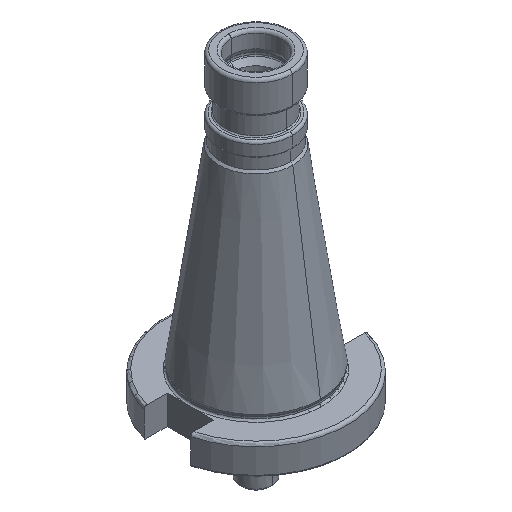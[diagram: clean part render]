
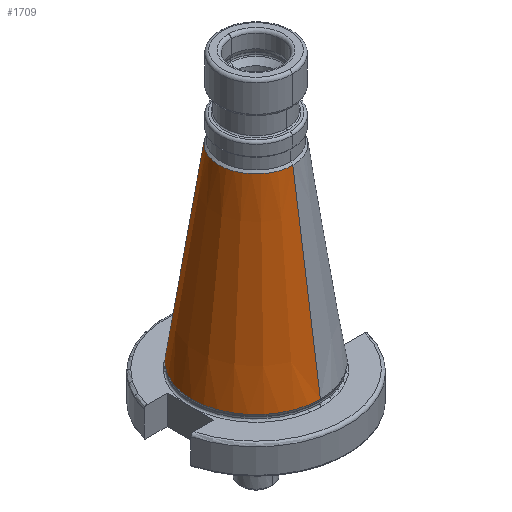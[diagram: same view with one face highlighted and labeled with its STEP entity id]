
A CAD part, isometric view. The second image highlights one B-rep face of the part: STEP entity #1709.
In plain terms, the highlighted conical face has half-angle 8.297 degrees and reference radius 17.427 mm.
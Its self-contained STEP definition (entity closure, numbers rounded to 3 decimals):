
#410=CARTESIAN_POINT('',(0,0,77));
#411=DIRECTION('',(0,0,1));
#412=DIRECTION('',(0,1,0));
#413=AXIS2_PLACEMENT_3D('',#410,#411,#412);
#415=DIRECTION('',(0,-0.144,0.99));
#416=VECTOR('',#415,65.688);
#417=CARTESIAN_POINT('',(0,22.167,12));
#418=LINE('',#417,#416);
#419=DIRECTION('',(0,0.144,0.99));
#420=VECTOR('',#419,65.688);
#421=CARTESIAN_POINT('',(0,-22.167,12));
#422=LINE('',#421,#420);
#423=CARTESIAN_POINT('',(0,0,12));
#424=DIRECTION('',(0,0,1));
#425=DIRECTION('',(0,1,0));
#426=AXIS2_PLACEMENT_3D('',#423,#424,#425);
#889=CARTESIAN_POINT('',(0,22.167,12));
#890=VERTEX_POINT('',#889);
#891=CARTESIAN_POINT('',(0,12.688,77));
#892=VERTEX_POINT('',#891);
#937=CARTESIAN_POINT('',(0,-22.167,12));
#938=VERTEX_POINT('',#937);
#939=CARTESIAN_POINT('',(0,-12.688,77));
#940=VERTEX_POINT('',#939);
#1695=CARTESIAN_POINT('',(0,0,44.5));
#1696=DIRECTION('',(0,0,-1));
#1697=DIRECTION('',(0,-1,0));
#1698=AXIS2_PLACEMENT_3D('',#1695,#1696,#1697);
#1699=CONICAL_SURFACE('',#1698,17.427,8.297);
#1701=ORIENTED_EDGE('',*,*,#1700,.T.);
#1702=ORIENTED_EDGE('',*,*,#1690,.T.);
#1704=ORIENTED_EDGE('',*,*,#1703,.F.);
#1706=ORIENTED_EDGE('',*,*,#1705,.F.);
#1707=EDGE_LOOP('',(#1701,#1702,#1704,#1706));
#1708=FACE_OUTER_BOUND('',#1707,.F.);
#1709=ADVANCED_FACE('',(#1708),#1699,.T.);
#414=CIRCLE('',#413,12.688);
#427=CIRCLE('',#426,22.167);
#1690=EDGE_CURVE('',#892,#940,#414,.T.);
#1700=EDGE_CURVE('',#890,#892,#418,.T.);
#1703=EDGE_CURVE('',#938,#940,#422,.T.);
#1705=EDGE_CURVE('',#890,#938,#427,.T.);
